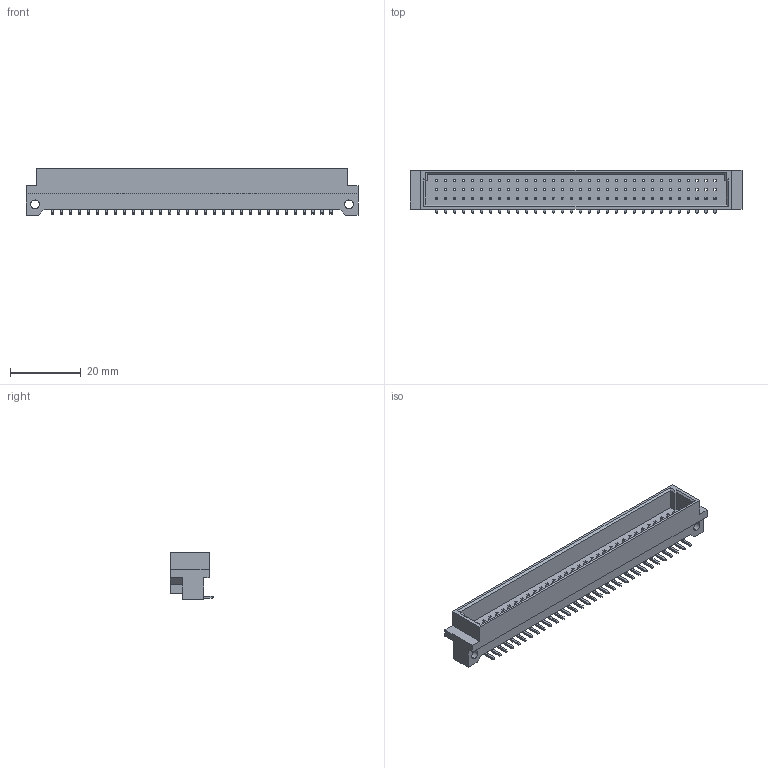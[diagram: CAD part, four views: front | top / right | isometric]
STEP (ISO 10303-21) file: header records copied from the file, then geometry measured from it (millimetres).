
FILE_DESCRIPTION (( 'STEP AP214' ), '1' );
FILE_NAME ('495-032-660-112.STEP', '2020-08-12T15:45:25', ( '' ), ( '' ), 'SwSTEP 2.0', 'SolidWorks 2020', '' );
FILE_SCHEMA (( 'AUTOMOTIVE_DESIGN' ));
Length unit declared in the file: millimetre
Products named in the file (3): 495-290-3; 495-032-660-112; 495 Part_96
Assembly tree (33 placements, depth 2):
  495-032-660-112
    495 Part_96
    495-290-3  x32
Bounding box: 94 x 12.27 x 13.2 mm (x, y, z)
Volume: 6100.1 mm3; surface area: 7981.3 mm2
Topology: 33 solids, 33 shells, 1009 faces, 2560 edges, 1618 vertices
Faces by surface type: plane 941, cylinder 68
Entity records: 15372 total; most frequent: CARTESIAN_POINT 2681, ORIENTED_EDGE 2640, DIRECTION 2306, EDGE_CURVE 1320, VECTOR 1308, LINE 1308, VERTEX_POINT 874, EDGE_LOOP 648
